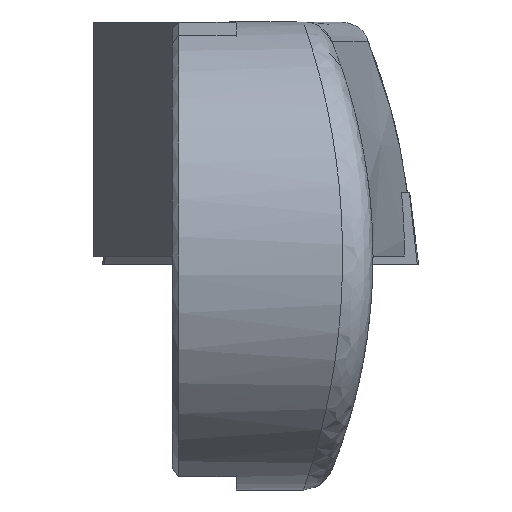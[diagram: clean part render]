
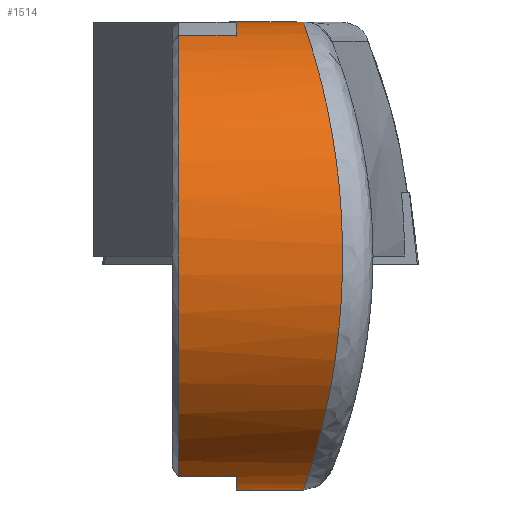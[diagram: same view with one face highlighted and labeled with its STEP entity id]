
A CAD part, left-side view. The second image highlights one B-rep face of the part: STEP entity #1514.
In plain terms, the highlighted cylindrical face has radius 7.7 mm (diameter 15.4 mm), a partial arc.
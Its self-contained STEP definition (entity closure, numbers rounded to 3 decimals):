
#644=VERTEX_POINT('NONE',#1783);
#666=EDGE_CURVE('NONE',#1246,#1622,#1808,.F.);
#740=VERTEX_POINT('NONE',#1888);
#772=EDGE_CURVE('NONE',#1056,#740,#1926,.F.);
#872=EDGE_CURVE('NONE',#1680,#1192,#2034,.F.);
#1056=VERTEX_POINT('NONE',#2245);
#1064=EDGE_CURVE('NONE',#644,#1246,#2253,.F.);
#1082=EDGE_CURVE('NONE',#1056,#1622,#2273,.T.);
#1126=EDGE_CURVE('NONE',#740,#1680,#2324,.F.);
#1192=VERTEX_POINT('NONE',#2396);
#1246=VERTEX_POINT('NONE',#2453);
#1262=EDGE_CURVE('NONE',#1398,#644,#2470,.T.);
#1398=VERTEX_POINT('NONE',#2619);
#1514=ADVANCED_FACE('NONE',(#2743),#2744,.T.);
#1622=VERTEX_POINT('NONE',#2861);
#1680=VERTEX_POINT('NONE',#2924);
#1682=EDGE_CURVE('NONE',#1192,#1398,#2926,.F.);
#1783=CARTESIAN_POINT('',(-2.55,-0.2,-7.266));
#1808=CIRCLE('',#3139,7.7);
#1888=CARTESIAN_POINT('',(0.,-4.307,7.7));
#1926=B_SPLINE_CURVE_WITH_KNOTS('',3,(#3317,#3318,#3319,#3320,#3321,#3322,#3323,#3324,#3325,#3326,#3327,#3328,#3329,#3330,#3331,#3332,#3333,#3334,#3335,#3336,#3337,#3338,#3339,#3340,#3341,#3342,#3343,#3344,#3345,#3346,#3347),.UNSPECIFIED.,.F.,.F.,(4,3,3,3,3,3,3,3,3,3,4),(0.0,0.031,0.04,0.143,0.255,0.35,0.441,0.539,0.644,0.736,0.75),.UNSPECIFIED.);
#2034=CIRCLE('',#3552,7.7);
#2245=CARTESIAN_POINT('',(0.,-4.307,-7.7));
#2253=LINE('',#4999,#5000);
#2273=LINE('',#5336,#5337);
#2324=LINE('',#5409,#5410);
#2396=CARTESIAN_POINT('',(-2.55,-2.1,7.266));
#2453=CARTESIAN_POINT('',(-2.55,-2.1,-7.266));
#2470=CIRCLE('',#5649,7.7);
#2619=CARTESIAN_POINT('',(-2.55,-0.2,7.266));
#2743=FACE_OUTER_BOUND('',#7755,.T.);
#2744=CYLINDRICAL_SURFACE('',#7756,7.7);
#2861=CARTESIAN_POINT('',(0.,-2.1,-7.7));
#2924=CARTESIAN_POINT('',(0.,-2.1,7.7));
#2926=LINE('',#8286,#8287);
#3139=AXIS2_PLACEMENT_3D('',#8415,#8416,#8417);
#3317=CARTESIAN_POINT('',(0.,-4.307,7.7));
#3318=CARTESIAN_POINT('',(-0.334,-4.307,7.7));
#3319=CARTESIAN_POINT('',(-0.668,-4.313,7.678));
#3320=CARTESIAN_POINT('',(-0.999,-4.329,7.635));
#3321=CARTESIAN_POINT('',(-1.096,-4.334,7.622));
#3322=CARTESIAN_POINT('',(-1.193,-4.339,7.608));
#3323=CARTESIAN_POINT('',(-1.289,-4.344,7.591));
#3324=CARTESIAN_POINT('',(-2.385,-4.408,7.405));
#3325=CARTESIAN_POINT('',(-3.431,-4.554,6.98));
#3326=CARTESIAN_POINT('',(-4.339,-4.728,6.361));
#3327=CARTESIAN_POINT('',(-5.335,-4.919,5.681));
#3328=CARTESIAN_POINT('',(-6.166,-5.14,4.768));
#3329=CARTESIAN_POINT('',(-6.748,-5.308,3.708));
#3330=CARTESIAN_POINT('',(-7.239,-5.45,2.815));
#3331=CARTESIAN_POINT('',(-7.553,-5.553,1.817));
#3332=CARTESIAN_POINT('',(-7.659,-5.587,0.794));
#3333=CARTESIAN_POINT('',(-7.76,-5.619,-0.185));
#3334=CARTESIAN_POINT('',(-7.671,-5.59,-1.184));
#3335=CARTESIAN_POINT('',(-7.4,-5.505,-2.127));
#3336=CARTESIAN_POINT('',(-7.11,-5.414,-3.137));
#3337=CARTESIAN_POINT('',(-6.612,-5.261,-4.081));
#3338=CARTESIAN_POINT('',(-5.951,-5.091,-4.886));
#3339=CARTESIAN_POINT('',(-5.236,-4.906,-5.758));
#3340=CARTESIAN_POINT('',(-4.328,-4.703,-6.468));
#3341=CARTESIAN_POINT('',(-3.305,-4.552,-6.954));
#3342=CARTESIAN_POINT('',(-2.415,-4.421,-7.378));
#3343=CARTESIAN_POINT('',(-1.436,-4.331,-7.63));
#3344=CARTESIAN_POINT('',(-0.443,-4.311,-7.687));
#3345=CARTESIAN_POINT('',(-0.296,-4.308,-7.696));
#3346=CARTESIAN_POINT('',(-0.148,-4.307,-7.7));
#3347=CARTESIAN_POINT('',(0.,-4.307,-7.7));
#3552=AXIS2_PLACEMENT_3D('',#8686,#8687,#8688);
#4999=CARTESIAN_POINT('',(-2.55,-9.0,-7.266));
#5000=VECTOR('',#8989,1.0);
#5336=CARTESIAN_POINT('',(0.,-9.0,-7.7));
#5337=VECTOR('',#9015,1000.0);
#5409=CARTESIAN_POINT('',(0.,-9.0,7.7));
#5410=VECTOR('',#9096,1.0);
#5649=AXIS2_PLACEMENT_3D('',#9260,#9261,#9262);
#7755=EDGE_LOOP('',(#9520,#9521,#9522,#9523,#9524,#9525,#9526,#9527));
#7756=AXIS2_PLACEMENT_3D('',#9528,#9529,#9530);
#8286=CARTESIAN_POINT('',(-2.55,-9.0,7.266));
#8287=VECTOR('',#9704,1.0);
#8415=CARTESIAN_POINT('',(0.0,-2.1,0.0));
#8416=DIRECTION('',(0.0,1.0,0.0));
#8417=DIRECTION('',(0.,0.0,-1.0));
#8686=CARTESIAN_POINT('',(0.0,-2.1,0.0));
#8687=DIRECTION('',(0.0,1.0,0.0));
#8688=DIRECTION('',(0.,0.0,-1.0));
#8989=DIRECTION('',(-0.0,1.0,0.0));
#9015=DIRECTION('',(0.0,1.0,0.0));
#9096=DIRECTION('',(0.0,-1.0,0.0));
#9260=CARTESIAN_POINT('',(0.0,-0.2,0.0));
#9261=DIRECTION('',(0.0,-1.0,-0.0));
#9262=DIRECTION('',(0.,0.0,-1.0));
#9520=ORIENTED_EDGE('',*,*,#1082,.F.);
#9521=ORIENTED_EDGE('',*,*,#772,.T.);
#9522=ORIENTED_EDGE('',*,*,#1126,.T.);
#9523=ORIENTED_EDGE('',*,*,#872,.T.);
#9524=ORIENTED_EDGE('',*,*,#1682,.T.);
#9525=ORIENTED_EDGE('',*,*,#1262,.T.);
#9526=ORIENTED_EDGE('',*,*,#1064,.T.);
#9527=ORIENTED_EDGE('',*,*,#666,.T.);
#9528=CARTESIAN_POINT('',(0.0,-9.0,0.0));
#9529=DIRECTION('',(-0.0,1.0,0.0));
#9530=DIRECTION('',(0.,0.0,-1.0));
#9704=DIRECTION('',(0.0,-1.0,0.0));
